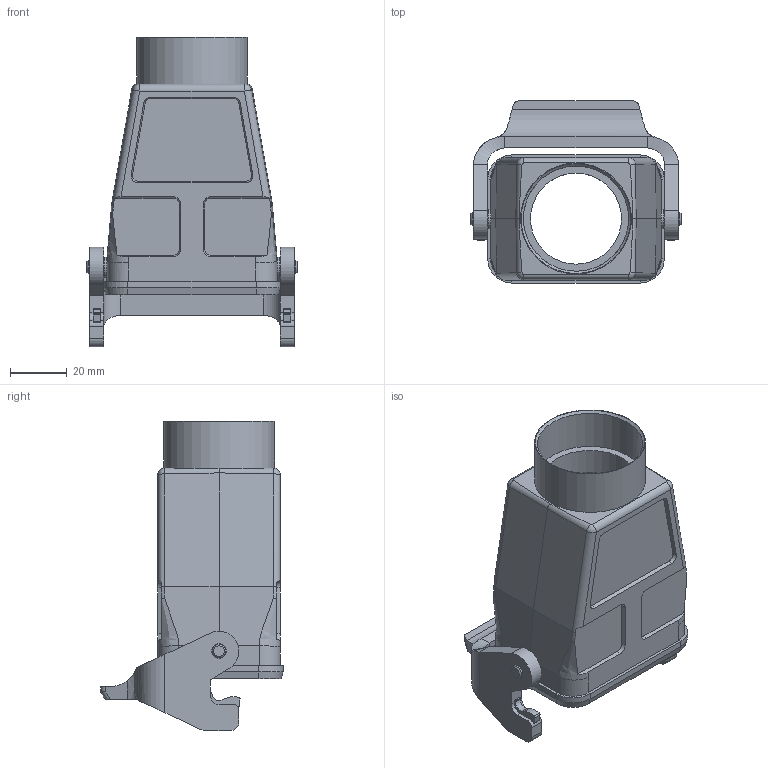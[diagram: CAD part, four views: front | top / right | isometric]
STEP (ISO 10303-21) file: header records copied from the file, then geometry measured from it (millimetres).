
FILE_DESCRIPTION(/* description */ (''),/* implementation_level */ '2;1');
FILE_NAME(/* name */ '100691164ugm000_b.stp',/* time_stamp */ '2019-08-01T07:55:33+02:00',/* author */ (''),/* organization */ (''),/* preprocessor_version */ 'ST-DEVELOPER v16.7',/* originating_system */ 'SIEMENS PLM Software NX 12.0',/* authorisation */ '');
FILE_SCHEMA (('AUTOMOTIVE_DESIGN { 1 0 10303 214 3 1 1 1 }'));
Length unit declared in the file: millimetre
Products named in the file (1): 100691164ugm000_b
Bounding box: 74 x 64 x 108.8 mm (x, y, z)
Volume: 66481.8 mm3; surface area: 42007.8 mm2
Topology: 2 solids, 3 shells, 449 faces, 1175 edges, 757 vertices
Faces by surface type: plane 261, cylinder 116, cone 33, bspline 27, torus 8, sphere 4
Full cylindrical faces by diameter (mm): 3 x4, 4 x2, 4.8 x2, 5.1 x2, 7 x2, 32 x1, 35 x1, 35.48 x1, 37 x1, 39 x1
Entity records: 15950 total; most frequent: CARTESIAN_POINT 3718, ORIENTED_EDGE 2256, DIRECTION 2127, EDGE_CURVE 1128, VERTEX_POINT 739, AXIS2_PLACEMENT_3D 711, LINE 705, VECTOR 705
